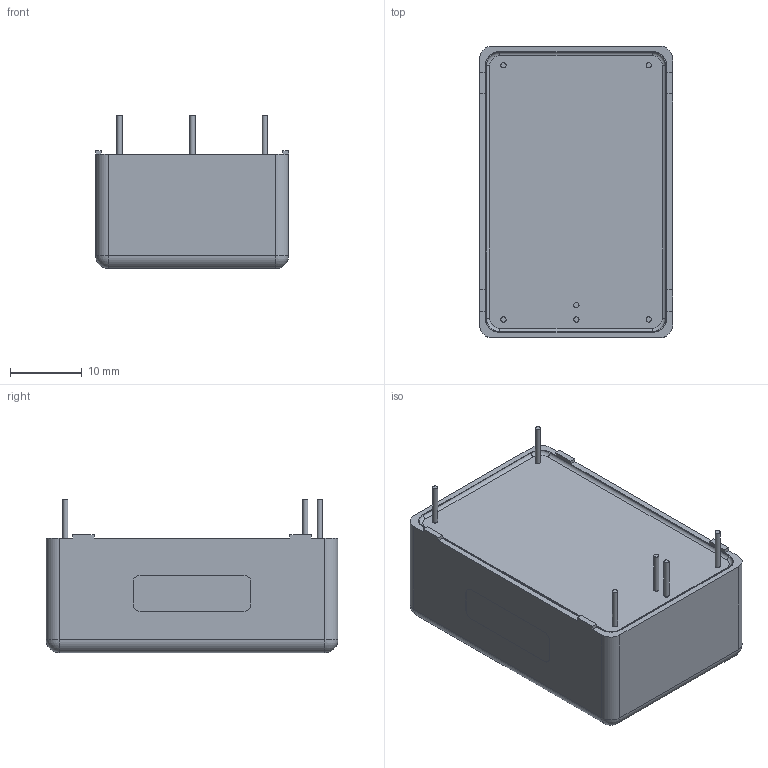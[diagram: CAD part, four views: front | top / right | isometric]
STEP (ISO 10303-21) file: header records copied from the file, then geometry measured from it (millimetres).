
FILE_DESCRIPTION(/* description */ ('Alibre Inc.'),/* implementation_level */ '2;1');
FILE_NAME(/* name */ 'export0',/* time_stamp */ '2011-06-30T10:54:52+02:00',/* author */ (''),/* organization */ (''),/* preprocessor_version */ 'ST-DEVELOPER v12',/* originating_system */ 'Alibre',/* authorisation */ '');
FILE_SCHEMA (('AUTOMOTIVE_DESIGN'));
Length unit declared in the file: centimetre
Bounding box: 27.01 x 40.8 x 21.44 mm (x, y, z)
Volume: 2657.1 mm3; surface area: 8328.3 mm2
Topology: 1 solids, 1 shells, 403 faces, 1082 edges, 716 vertices
Faces by surface type: plane 287, bspline 55, cylinder 49, torus 8, sphere 4
Full cylindrical faces by diameter (mm): 0.69 x1, 0.699 x1, 0.73 x12, 1.35 x6, 2 x1
Entity records: 11949 total; most frequent: CARTESIAN_POINT 2641, ORIENTED_EDGE 2090, DIRECTION 1426, EDGE_CURVE 1045, VECTOR 809, LINE 809, VERTEX_POINT 704, EDGE_LOOP 465
